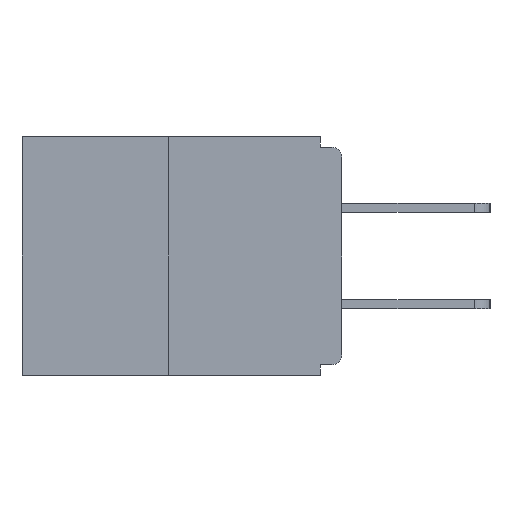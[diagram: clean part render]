
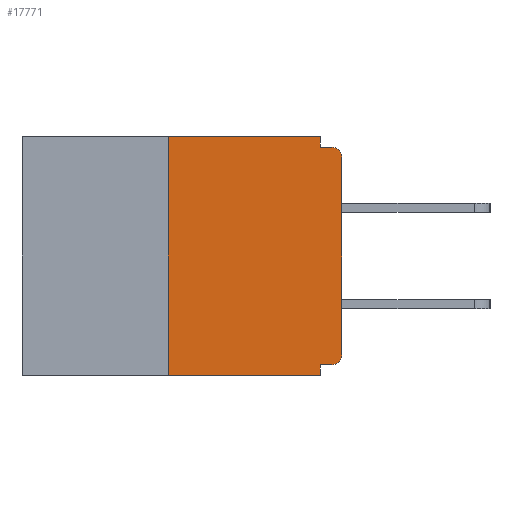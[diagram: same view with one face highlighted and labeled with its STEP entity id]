
A CAD part, left-side view. The second image highlights one B-rep face of the part: STEP entity #17771.
In plain terms, the highlighted planar face has unit normal (-1, 0, 0).
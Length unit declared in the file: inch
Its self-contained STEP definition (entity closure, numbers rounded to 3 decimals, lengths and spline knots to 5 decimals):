
#454 = CARTESIAN_POINT ( 'NONE',  ( 0., 0.25, 0. ) ) ;
#646 = CARTESIAN_POINT ( 'NONE',  ( 0., 0.031, 0. ) ) ;
#771 = LINE ( 'NONE', #646, #21126 ) ;
#1091 = CARTESIAN_POINT ( 'NONE',  ( 0., 0., -0.313 ) ) ;
#1198 = DIRECTION ( 'NONE',  ( 0., -1., 0. ) ) ;
#1612 = CARTESIAN_POINT ( 'NONE',  ( 0., 0.015, -0.03 ) ) ;
#1874 = VERTEX_POINT ( 'NONE', #9402 ) ;
#2014 = LINE ( 'NONE', #23938, #9135 ) ;
#2525 = VERTEX_POINT ( 'NONE', #15655 ) ;
#2918 = EDGE_CURVE ( 'NONE', #5948, #3411, #7243, .T. ) ;
#3411 = VERTEX_POINT ( 'NONE', #23844 ) ;
#3612 = DIRECTION ( 'NONE',  ( 0., 0., 1. ) ) ;
#3805 = ORIENTED_EDGE ( 'NONE', *, *, #21481, .F. ) ;
#3904 = DIRECTION ( 'NONE',  ( -1., 0., 0. ) ) ;
#4033 = CARTESIAN_POINT ( 'NONE',  ( 0., 0.015, -0.328 ) ) ;
#4661 = EDGE_LOOP ( 'NONE', ( #18869, #19214, #21553, #20861, #22994, #23624, #10062, #22475, #3805, #9026 ) ) ;
#4842 = CARTESIAN_POINT ( 'NONE',  ( 0., 0., -0.015 ) ) ;
#5292 = DIRECTION ( 'NONE',  ( 0., 0., -1. ) ) ;
#5679 = EDGE_CURVE ( 'NONE', #2525, #11189, #771, .T. ) ;
#5742 = DIRECTION ( 'NONE',  ( 0., -1., 0. ) ) ;
#5817 = EDGE_CURVE ( 'NONE', #8675, #2525, #2014, .T. ) ;
#5948 = VERTEX_POINT ( 'NONE', #8586 ) ;
#6026 = AXIS2_PLACEMENT_3D ( 'NONE', #8207, #17178, #17047 ) ;
#6094 = EDGE_CURVE ( 'NONE', #6189, #8778, #17273, .T. ) ;
#6189 = VERTEX_POINT ( 'NONE', #4033 ) ;
#7243 = LINE ( 'NONE', #15190, #7956 ) ;
#7956 = VECTOR ( 'NONE', #5292, 39.37008 ) ;
#8207 = CARTESIAN_POINT ( 'NONE',  ( 0., 0.015, -0.313 ) ) ;
#8221 = VECTOR ( 'NONE', #12781, 39.37008 ) ;
#8586 = CARTESIAN_POINT ( 'NONE',  ( 0., 0.031, -0.328 ) ) ;
#8675 = VERTEX_POINT ( 'NONE', #454 ) ;
#8778 = VERTEX_POINT ( 'NONE', #1091 ) ;
#9026 = ORIENTED_EDGE ( 'NONE', *, *, #5679, .F. ) ;
#9135 = VECTOR ( 'NONE', #5742, 39.37008 ) ;
#9402 = CARTESIAN_POINT ( 'NONE',  ( 0., 0.015, -0.015 ) ) ;
#9893 = LINE ( 'NONE', #12231, #19463 ) ;
#9966 = LINE ( 'NONE', #11926, #12742 ) ;
#10062 = ORIENTED_EDGE ( 'NONE', *, *, #17811, .T. ) ;
#10146 = EDGE_CURVE ( 'NONE', #13485, #1874, #11761, .T. ) ;
#10312 = FACE_OUTER_BOUND ( 'NONE', #4661, .T. ) ;
#10544 = CARTESIAN_POINT ( 'NONE',  ( 0., 0.46, -0.343 ) ) ;
#11189 = VERTEX_POINT ( 'NONE', #22253 ) ;
#11761 = CIRCLE ( 'NONE', #21705, 0.015 ) ;
#11926 = CARTESIAN_POINT ( 'NONE',  ( 0., 0.25, 0. ) ) ;
#12003 = VECTOR ( 'NONE', #1198, 39.37008 ) ;
#12153 = DIRECTION ( 'NONE',  ( 0., 0., -1. ) ) ;
#12231 = CARTESIAN_POINT ( 'NONE',  ( 0., 0., -0.328 ) ) ;
#12742 = VECTOR ( 'NONE', #3612, 39.37008 ) ;
#12778 = VECTOR ( 'NONE', #14090, 39.37008 ) ;
#12781 = DIRECTION ( 'NONE',  ( 0., -1., 0. ) ) ;
#13043 = CARTESIAN_POINT ( 'NONE',  ( 0., 0., -0.03 ) ) ;
#13115 = LINE ( 'NONE', #10544, #12003 ) ;
#13485 = VERTEX_POINT ( 'NONE', #13043 ) ;
#14090 = DIRECTION ( 'NONE',  ( 0., 0., 1. ) ) ;
#14435 = AXIS2_PLACEMENT_3D ( 'NONE', #20553, #16055, #12153 ) ;
#14892 = DIRECTION ( 'NONE',  ( 0., 0., -1. ) ) ;
#15190 = CARTESIAN_POINT ( 'NONE',  ( 0., 0.031, -0.343 ) ) ;
#15655 = CARTESIAN_POINT ( 'NONE',  ( 0., 0.031, 0. ) ) ;
#16055 = DIRECTION ( 'NONE',  ( 1., 0., 0. ) ) ;
#17047 = DIRECTION ( 'NONE',  ( 0., 0., -1. ) ) ;
#17171 = EDGE_CURVE ( 'NONE', #20883, #8675, #9966, .T. ) ;
#17178 = DIRECTION ( 'NONE',  ( -1., 0., 0. ) ) ;
#17273 = CIRCLE ( 'NONE', #6026, 0.015 ) ;
#17771 = ADVANCED_FACE ( 'NONE', ( #10312 ), #18249, .F. ) ;
#17811 = EDGE_CURVE ( 'NONE', #8778, #13485, #24081, .T. ) ;
#18249 = PLANE ( 'NONE',  #14435 ) ;
#18869 = ORIENTED_EDGE ( 'NONE', *, *, #5817, .F. ) ;
#19214 = ORIENTED_EDGE ( 'NONE', *, *, #17171, .F. ) ;
#19463 = VECTOR ( 'NONE', #20146, 39.37008 ) ;
#20146 = DIRECTION ( 'NONE',  ( 0., 1., 0. ) ) ;
#20422 = CARTESIAN_POINT ( 'NONE',  ( 0., 0., 0. ) ) ;
#20553 = CARTESIAN_POINT ( 'NONE',  ( 0., 0.46, 0. ) ) ;
#20861 = ORIENTED_EDGE ( 'NONE', *, *, #2918, .F. ) ;
#20883 = VERTEX_POINT ( 'NONE', #21930 ) ;
#21126 = VECTOR ( 'NONE', #14892, 39.37008 ) ;
#21448 = DIRECTION ( 'NONE',  ( 0., 0., -1. ) ) ;
#21481 = EDGE_CURVE ( 'NONE', #11189, #1874, #23046, .T. ) ;
#21553 = ORIENTED_EDGE ( 'NONE', *, *, #22520, .T. ) ;
#21705 = AXIS2_PLACEMENT_3D ( 'NONE', #1612, #3904, #21448 ) ;
#21930 = CARTESIAN_POINT ( 'NONE',  ( 0., 0.25, -0.343 ) ) ;
#22203 = EDGE_CURVE ( 'NONE', #6189, #5948, #9893, .T. ) ;
#22253 = CARTESIAN_POINT ( 'NONE',  ( 0., 0.031, -0.015 ) ) ;
#22475 = ORIENTED_EDGE ( 'NONE', *, *, #10146, .T. ) ;
#22520 = EDGE_CURVE ( 'NONE', #20883, #3411, #13115, .T. ) ;
#22994 = ORIENTED_EDGE ( 'NONE', *, *, #22203, .F. ) ;
#23046 = LINE ( 'NONE', #4842, #8221 ) ;
#23624 = ORIENTED_EDGE ( 'NONE', *, *, #6094, .T. ) ;
#23844 = CARTESIAN_POINT ( 'NONE',  ( 0., 0.031, -0.343 ) ) ;
#23938 = CARTESIAN_POINT ( 'NONE',  ( 0., 0.46, 0. ) ) ;
#24081 = LINE ( 'NONE', #20422, #12778 ) ;
